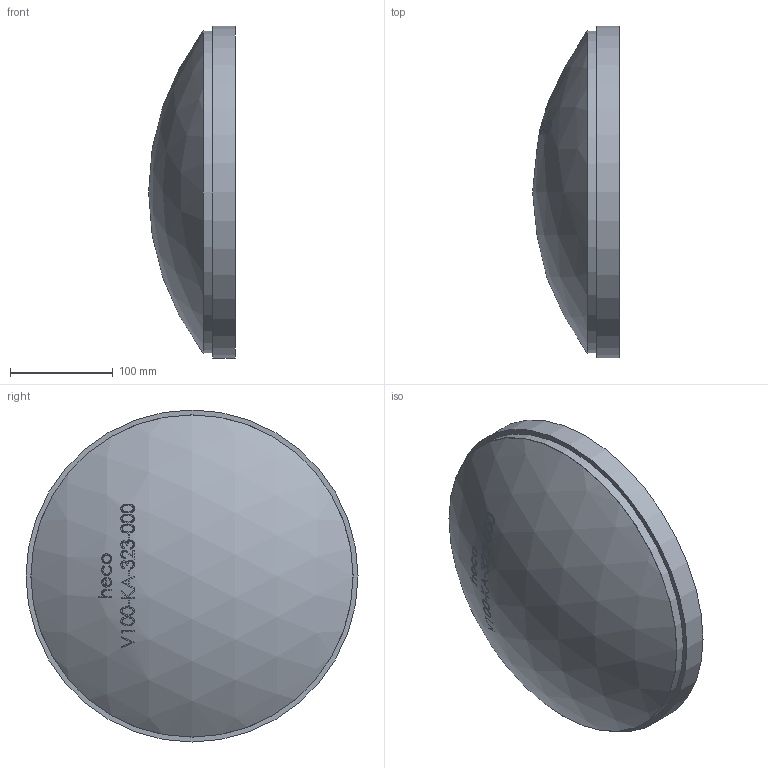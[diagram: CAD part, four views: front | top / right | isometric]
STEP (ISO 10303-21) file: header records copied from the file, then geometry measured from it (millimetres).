
FILE_DESCRIPTION (( 'STEP AP214' ), '1' );
FILE_NAME ('V100-KA-323-000-x Typ E496 DN300 1200 Ø323,9 1812.STEP', '2018-12-19T11:19:22', ( '' ), ( '' ), 'SwSTEP 2.0', 'SolidWorks 2016', '' );
FILE_SCHEMA (( 'AUTOMOTIVE_DESIGN' ));
Length unit declared in the file: inch
Products named in the file (1): V100-KA-323-000-x Typ E496 DN300 1200 Ø323,9 1812
Bounding box: 84.58 x 323.85 x 323.85 mm (x, y, z)
Volume: 1179483.2 mm3; surface area: 233799.6 mm2
Topology: 1 solids, 1 shells, 222 faces, 570 edges, 380 vertices
Faces by surface type: bspline 114, plane 75, sphere 29, cylinder 3, torus 1
Full cylindrical faces by diameter (mm): 296.672 x1, 313.817 x1, 323.85 x1
Entity records: 18119 total; most frequent: CARTESIAN_POINT 10667, ORIENTED_EDGE 1132, DIRECTION 700, EDGE_CURVE 566, VERTEX_POINT 380, AXIS2_PLACEMENT_3D 257, EDGE_LOOP 256, B_SPLINE_CURVE_WITH_KNOTS 232
